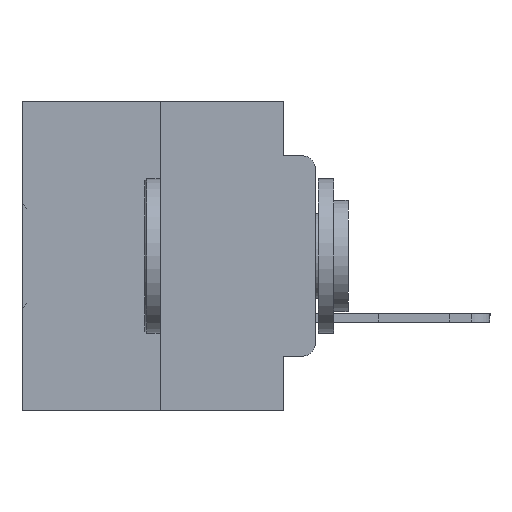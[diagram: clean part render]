
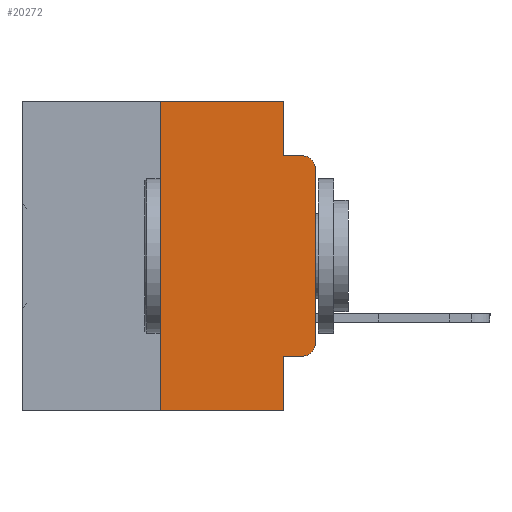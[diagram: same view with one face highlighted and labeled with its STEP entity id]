
A CAD part, left-side view. The second image highlights one B-rep face of the part: STEP entity #20272.
In plain terms, the highlighted planar face has unit normal (-1, 0, 0).
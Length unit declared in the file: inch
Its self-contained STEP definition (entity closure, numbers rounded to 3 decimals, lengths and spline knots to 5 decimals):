
#16 = VECTOR ( 'NONE', #4168, 39.37008 ) ;
#337 = ORIENTED_EDGE ( 'NONE', *, *, #14600, .F. ) ;
#485 = DIRECTION ( 'NONE',  ( 0., -1., 0. ) ) ;
#1498 = CIRCLE ( 'NONE', #24826, 0.02 ) ;
#1701 = VECTOR ( 'NONE', #18529, 39.37008 ) ;
#2225 = ORIENTED_EDGE ( 'NONE', *, *, #3202, .F. ) ;
#2557 = ORIENTED_EDGE ( 'NONE', *, *, #24740, .F. ) ;
#3202 = EDGE_CURVE ( 'NONE', #25225, #21080, #9230, .T. ) ;
#3362 = ORIENTED_EDGE ( 'NONE', *, *, #3421, .T. ) ;
#3421 = EDGE_CURVE ( 'NONE', #12526, #20822, #25381, .T. ) ;
#3566 = EDGE_CURVE ( 'NONE', #15807, #28758, #24985, .T. ) ;
#3795 = CARTESIAN_POINT ( 'NONE',  ( 0., 0.051, -0.0885 ) ) ;
#4168 = DIRECTION ( 'NONE',  ( 0., 0., -1. ) ) ;
#4913 = CARTESIAN_POINT ( 'NONE',  ( 0., 0., 0. ) ) ;
#6139 = LINE ( 'NONE', #10446, #26132 ) ;
#6211 = VECTOR ( 'NONE', #16311, 39.37008 ) ;
#6714 = DIRECTION ( 'NONE',  ( -1., 0., 0. ) ) ;
#7016 = CARTESIAN_POINT ( 'NONE',  ( 0., 0.051, 0. ) ) ;
#7428 = CARTESIAN_POINT ( 'NONE',  ( 0., 0.25, -0.5 ) ) ;
#7699 = CARTESIAN_POINT ( 'NONE',  ( 0., 0.473, -0.5 ) ) ;
#9230 = LINE ( 'NONE', #28474, #1701 ) ;
#10446 = CARTESIAN_POINT ( 'NONE',  ( 0., 0.473, 0. ) ) ;
#10506 = DIRECTION ( 'NONE',  ( 0., 0., 1. ) ) ;
#10550 = LINE ( 'NONE', #14332, #30791 ) ;
#10703 = FACE_OUTER_BOUND ( 'NONE', #17690, .T. ) ;
#10927 = ORIENTED_EDGE ( 'NONE', *, *, #11858, .T. ) ;
#11034 = DIRECTION ( 'NONE',  ( 1., 0., 0. ) ) ;
#11780 = ORIENTED_EDGE ( 'NONE', *, *, #21206, .F. ) ;
#11858 = EDGE_CURVE ( 'NONE', #32808, #29224, #1498, .T. ) ;
#12176 = ORIENTED_EDGE ( 'NONE', *, *, #16086, .F. ) ;
#12526 = VERTEX_POINT ( 'NONE', #32656 ) ;
#12606 = CARTESIAN_POINT ( 'NONE',  ( 0., 0., -0.3915 ) ) ;
#13025 = CARTESIAN_POINT ( 'NONE',  ( 0., 0.051, -0.4115 ) ) ;
#13786 = CARTESIAN_POINT ( 'NONE',  ( 0., 0.051, -0.4115 ) ) ;
#14332 = CARTESIAN_POINT ( 'NONE',  ( 0., 0.051, -0.0885 ) ) ;
#14600 = EDGE_CURVE ( 'NONE', #17389, #25225, #6139, .T. ) ;
#14789 = LINE ( 'NONE', #7016, #16 ) ;
#15020 = CARTESIAN_POINT ( 'NONE',  ( 0., 0.02, -0.3915 ) ) ;
#15670 = AXIS2_PLACEMENT_3D ( 'NONE', #22501, #6714, #25001 ) ;
#15700 = CARTESIAN_POINT ( 'NONE',  ( 0., 0.051, 0. ) ) ;
#15807 = VERTEX_POINT ( 'NONE', #7428 ) ;
#15830 = DIRECTION ( 'NONE',  ( 0., -1., 0. ) ) ;
#16086 = EDGE_CURVE ( 'NONE', #15807, #17389, #31760, .T. ) ;
#16311 = DIRECTION ( 'NONE',  ( 0., -1., 0. ) ) ;
#17026 = CARTESIAN_POINT ( 'NONE',  ( 0., 0.25, 0. ) ) ;
#17389 = VERTEX_POINT ( 'NONE', #29571 ) ;
#17601 = DIRECTION ( 'NONE',  ( 0., 0., -1. ) ) ;
#17690 = EDGE_LOOP ( 'NONE', ( #29708, #3362, #2557, #2225, #337, #12176, #27534, #11780, #27174, #10927 ) ) ;
#17724 = VECTOR ( 'NONE', #19578, 39.37008 ) ;
#18529 = DIRECTION ( 'NONE',  ( 0., 0., -1. ) ) ;
#18598 = EDGE_CURVE ( 'NONE', #29224, #12526, #26044, .T. ) ;
#19362 = VECTOR ( 'NONE', #10506, 39.37008 ) ;
#19578 = DIRECTION ( 'NONE',  ( 0., 0., 1. ) ) ;
#20272 = ADVANCED_FACE ( 'NONE', ( #10703 ), #26370, .F. ) ;
#20822 = VERTEX_POINT ( 'NONE', #21147 ) ;
#21080 = VERTEX_POINT ( 'NONE', #3795 ) ;
#21147 = CARTESIAN_POINT ( 'NONE',  ( 0., 0.02, -0.0885 ) ) ;
#21206 = EDGE_CURVE ( 'NONE', #28276, #28758, #14789, .T. ) ;
#22501 = CARTESIAN_POINT ( 'NONE',  ( 0., 0.02, -0.1085 ) ) ;
#23144 = AXIS2_PLACEMENT_3D ( 'NONE', #31173, #11034, #28822 ) ;
#24198 = VECTOR ( 'NONE', #15830, 39.37008 ) ;
#24740 = EDGE_CURVE ( 'NONE', #21080, #20822, #10550, .T. ) ;
#24826 = AXIS2_PLACEMENT_3D ( 'NONE', #15020, #32495, #17601 ) ;
#24985 = LINE ( 'NONE', #7699, #24198 ) ;
#25001 = DIRECTION ( 'NONE',  ( 0., 0., -1. ) ) ;
#25225 = VERTEX_POINT ( 'NONE', #15700 ) ;
#25381 = CIRCLE ( 'NONE', #15670, 0.02 ) ;
#25825 = DIRECTION ( 'NONE',  ( 0., -1., 0. ) ) ;
#26044 = LINE ( 'NONE', #4913, #19362 ) ;
#26132 = VECTOR ( 'NONE', #25825, 39.37008 ) ;
#26370 = PLANE ( 'NONE',  #23144 ) ;
#26945 = LINE ( 'NONE', #13786, #6211 ) ;
#27174 = ORIENTED_EDGE ( 'NONE', *, *, #29481, .T. ) ;
#27534 = ORIENTED_EDGE ( 'NONE', *, *, #3566, .T. ) ;
#28276 = VERTEX_POINT ( 'NONE', #13025 ) ;
#28474 = CARTESIAN_POINT ( 'NONE',  ( 0., 0.051, 0. ) ) ;
#28758 = VERTEX_POINT ( 'NONE', #31394 ) ;
#28822 = DIRECTION ( 'NONE',  ( 0., 0., -1. ) ) ;
#29224 = VERTEX_POINT ( 'NONE', #12606 ) ;
#29481 = EDGE_CURVE ( 'NONE', #28276, #32808, #26945, .T. ) ;
#29571 = CARTESIAN_POINT ( 'NONE',  ( 0., 0.25, 0. ) ) ;
#29708 = ORIENTED_EDGE ( 'NONE', *, *, #18598, .T. ) ;
#30791 = VECTOR ( 'NONE', #485, 39.37008 ) ;
#31173 = CARTESIAN_POINT ( 'NONE',  ( 0., 0.473, 0. ) ) ;
#31394 = CARTESIAN_POINT ( 'NONE',  ( 0., 0.051, -0.5 ) ) ;
#31760 = LINE ( 'NONE', #17026, #17724 ) ;
#32495 = DIRECTION ( 'NONE',  ( -1., 0., 0. ) ) ;
#32656 = CARTESIAN_POINT ( 'NONE',  ( 0., 0., -0.1085 ) ) ;
#32808 = VERTEX_POINT ( 'NONE', #33444 ) ;
#33444 = CARTESIAN_POINT ( 'NONE',  ( 0., 0.02, -0.4115 ) ) ;
